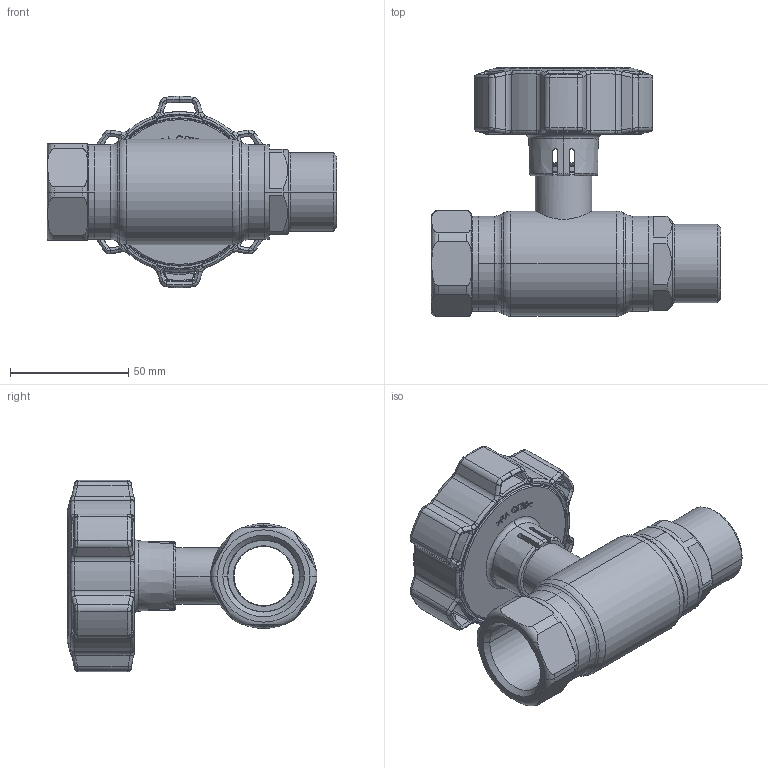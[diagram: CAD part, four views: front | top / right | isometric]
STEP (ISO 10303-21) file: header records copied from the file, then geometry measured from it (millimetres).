
FILE_DESCRIPTION (( 'STEP AP214' ), '1' );
FILE_NAME ('2025002400-0200.step', '2024-01-11T11:21:33', ( '' ), ( '' ), 'SwSTEP 2.0', 'SolidWorks 2021', '' );
FILE_SCHEMA (( 'AUTOMOTIVE_DESIGN' ));
Length unit declared in the file: millimetre
Products named in the file (1): 2025002400-0200
Bounding box: 122.5 x 105.6 x 81 mm (x, y, z)
Surface area: 50494.9 mm2 (no closed solid volume)
Topology: 0 solids, 17 shells, 585 faces, 1682 edges, 1087 vertices
Faces by surface type: bspline 180, cylinder 142, plane 124, cone 75, torus 64
Entity records: 35910 total; most frequent: CARTESIAN_POINT 16009, ORIENTED_EDGE 2993, DIRECTION 2303, EDGE_CURVE 1682, VERTEX_POINT 1087, AXIS2_PLACEMENT_3D 899, B_SPLINE_CURVE_WITH_KNOTS 642, EDGE_LOOP 616
